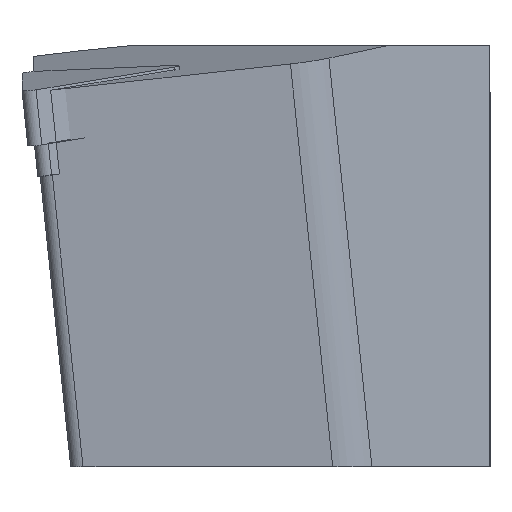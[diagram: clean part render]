
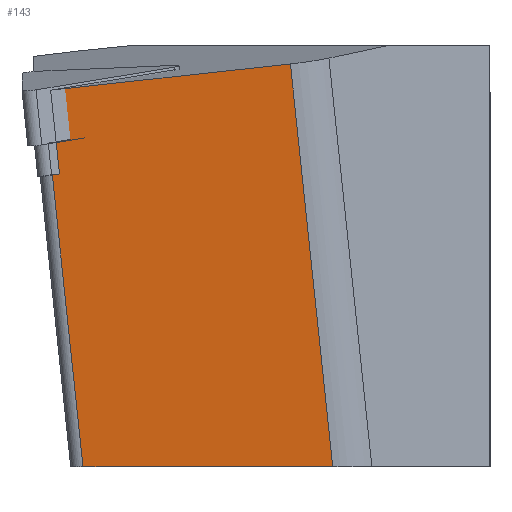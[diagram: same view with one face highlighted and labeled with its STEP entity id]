
A CAD part, left-side view. The second image highlights one B-rep face of the part: STEP entity #143.
In plain terms, the highlighted planar face has unit normal (-0.994, -0.052, -0.1).
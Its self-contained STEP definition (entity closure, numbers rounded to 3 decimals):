
#143=ADVANCED_FACE('',(#207),#178,.T.);
#178=PLANE('',#772);
#207=FACE_OUTER_BOUND('',#243,.T.);
#243=EDGE_LOOP('',(#351,#352,#353,#354,#355,#356,#357));
#351=ORIENTED_EDGE('',*,*,#562,.F.);
#352=ORIENTED_EDGE('',*,*,#561,.F.);
#353=ORIENTED_EDGE('',*,*,#548,.F.);
#354=ORIENTED_EDGE('',*,*,#563,.T.);
#355=ORIENTED_EDGE('',*,*,#524,.F.);
#356=ORIENTED_EDGE('',*,*,#508,.F.);
#357=ORIENTED_EDGE('',*,*,#564,.F.);
#448=VERTEX_POINT('',#990);
#449=VERTEX_POINT('',#992);
#463=VERTEX_POINT('',#1026);
#478=VERTEX_POINT('',#1069);
#479=VERTEX_POINT('',#1071);
#484=VERTEX_POINT('',#1095);
#485=VERTEX_POINT('',#1099);
#508=EDGE_CURVE('',#448,#449,#600,.T.);
#524=EDGE_CURVE('',#449,#463,#614,.T.);
#548=EDGE_CURVE('',#478,#479,#636,.T.);
#561=EDGE_CURVE('',#479,#484,#647,.T.);
#562=EDGE_CURVE('',#484,#485,#648,.T.);
#563=EDGE_CURVE('',#478,#463,#649,.T.);
#564=EDGE_CURVE('',#485,#448,#650,.T.);
#600=LINE('',#991,#675);
#614=LINE('',#1025,#689);
#636=LINE('',#1070,#711);
#647=LINE('',#1096,#722);
#648=LINE('',#1098,#723);
#649=LINE('',#1100,#724);
#650=LINE('',#1101,#725);
#675=VECTOR('',#806,1.);
#689=VECTOR('',#832,1.);
#711=VECTOR('',#868,1.);
#722=VECTOR('',#897,1.);
#723=VECTOR('',#900,1.);
#724=VECTOR('',#901,1.);
#725=VECTOR('',#902,1.);
#772=AXIS2_PLACEMENT_3D('',#1102,#903,#904);
#806=DIRECTION('',(-0.105,0.104,0.989));
#832=DIRECTION('',(0.041,-0.993,0.109));
#868=DIRECTION('',(-0.052,0.999,0.));
#897=DIRECTION('',(-0.105,0.104,0.989));
#900=DIRECTION('',(0.041,-0.993,0.109));
#901=DIRECTION('',(-0.105,0.104,0.989));
#902=DIRECTION('',(-0.105,0.104,0.989));
#903=DIRECTION('',(-0.994,-0.052,-0.1));
#904=DIRECTION('',(-0.1,0.,0.995));
#990=CARTESIAN_POINT('',(-111.696,9.68,8.259));
#991=CARTESIAN_POINT('',(-136.582,34.43,243.738));
#992=CARTESIAN_POINT('',(-112.162,10.144,12.67));
#1025=CARTESIAN_POINT('',(-112.266,12.662,12.395));
#1026=CARTESIAN_POINT('',(-111.313,-10.346,14.914));
#1069=CARTESIAN_POINT('',(-107.676,-13.963,-19.5));
#1070=CARTESIAN_POINT('',(-109.082,12.861,-19.5));
#1071=CARTESIAN_POINT('',(-108.795,7.382,-19.5));
#1095=CARTESIAN_POINT('',(-111.431,10.004,5.442));
#1096=CARTESIAN_POINT('',(-136.607,35.043,243.671));
#1098=CARTESIAN_POINT('',(-110.557,-11.099,7.753));
#1099=CARTESIAN_POINT('',(-111.405,9.391,5.51));
#1100=CARTESIAN_POINT('',(-135.733,13.94,245.982));
#1101=CARTESIAN_POINT('',(-136.582,34.43,243.738));
#1102=CARTESIAN_POINT('',(-135.733,13.94,245.982));
